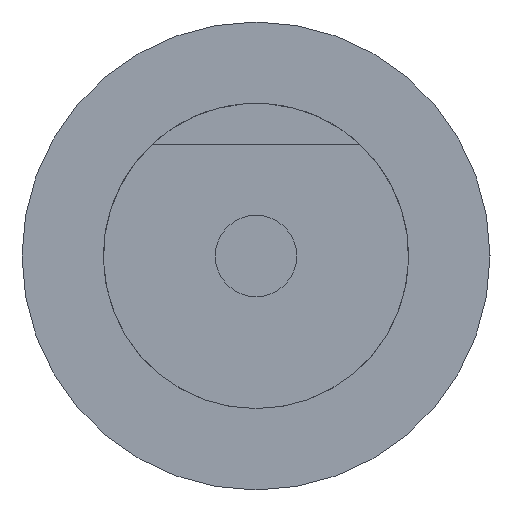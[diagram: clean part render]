
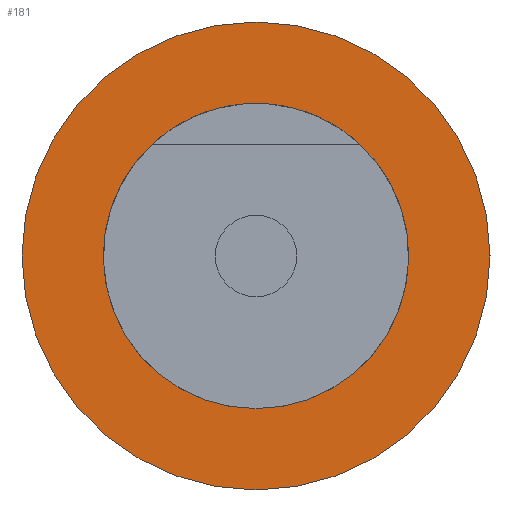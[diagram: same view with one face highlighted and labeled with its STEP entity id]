
A CAD part, left-side view. The second image highlights one B-rep face of the part: STEP entity #181.
In plain terms, the highlighted planar face has unit normal (-1, 0, 0).
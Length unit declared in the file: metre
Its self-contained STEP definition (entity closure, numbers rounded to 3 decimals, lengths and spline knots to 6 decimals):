
#22=PLANE('',#215);
#58=ORIENTED_EDGE('',*,*,#83,.T.);
#59=ORIENTED_EDGE('',*,*,#91,.F.);
#83=EDGE_CURVE('',#102,#102,#117,.T.);
#91=EDGE_CURVE('',#109,#109,#122,.T.);
#102=VERTEX_POINT('',#292);
#109=VERTEX_POINT('',#309);
#117=CIRCLE('',#205,0.0075);
#122=CIRCLE('',#212,0.0115);
#136=EDGE_LOOP('',(#58));
#137=EDGE_LOOP('',(#59));
#158=FACE_BOUND('',#136,.T.);
#159=FACE_BOUND('',#137,.T.);
#181=ADVANCED_FACE('',(#158,#159),#22,.F.);
#205=AXIS2_PLACEMENT_3D('',#291,#233,#234);
#212=AXIS2_PLACEMENT_3D('',#308,#250,#251);
#215=AXIS2_PLACEMENT_3D('',#315,#257,#258);
#233=DIRECTION('',(1.,0.,0.));
#234=DIRECTION('',(0.,0.,-1.));
#250=DIRECTION('',(1.,0.,0.));
#251=DIRECTION('',(0.,0.,-1.));
#257=DIRECTION('',(1.,0.,0.));
#258=DIRECTION('',(0.,1.,0.));
#291=CARTESIAN_POINT('',(0.,0.,0.));
#292=CARTESIAN_POINT('',(0.,0.,-0.0075));
#308=CARTESIAN_POINT('',(0.,0.,0.));
#309=CARTESIAN_POINT('',(0.,0.,-0.0115));
#315=CARTESIAN_POINT('',(0.,0.,0.));
